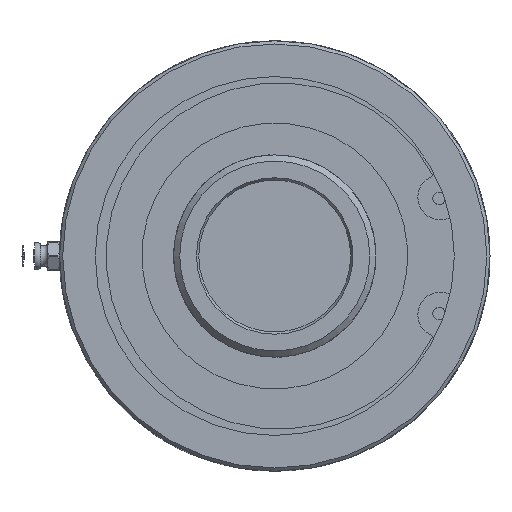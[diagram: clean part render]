
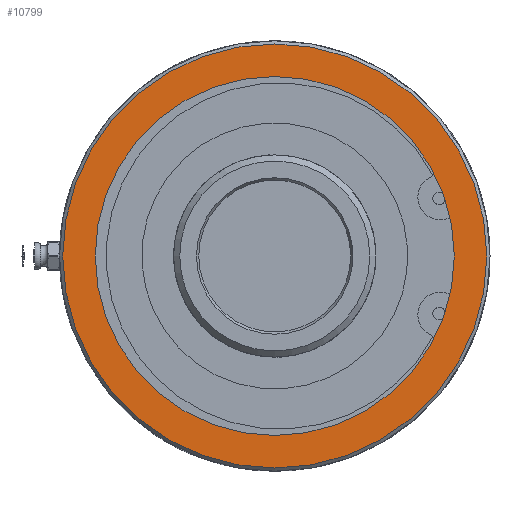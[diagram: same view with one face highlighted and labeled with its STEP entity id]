
A CAD part, left-side view. The second image highlights one B-rep face of the part: STEP entity #10799.
In plain terms, the highlighted planar face has unit normal (-1, 0, 0).
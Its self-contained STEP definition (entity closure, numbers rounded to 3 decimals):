
#556=PLANE('',#11597);
#615=FACE_BOUND('',#2354,.T.);
#1710=FACE_OUTER_BOUND('',#2353,.T.);
#2353=EDGE_LOOP('',(#9629));
#2354=EDGE_LOOP('',(#9630,#9631));
#2833=CIRCLE('',#11595,53.2);
#2834=CIRCLE('',#11598,45.035);
#2835=CIRCLE('',#11599,45.035);
#5000=VERTEX_POINT('',#29882);
#5001=VERTEX_POINT('',#29887);
#5002=VERTEX_POINT('',#29888);
#6565=EDGE_CURVE('',#5000,#5000,#2833,.T.);
#6566=EDGE_CURVE('',#5001,#5002,#2834,.T.);
#6567=EDGE_CURVE('',#5002,#5001,#2835,.T.);
#9629=ORIENTED_EDGE('',*,*,#6565,.F.);
#9630=ORIENTED_EDGE('',*,*,#6566,.T.);
#9631=ORIENTED_EDGE('',*,*,#6567,.T.);
#10799=ADVANCED_FACE('',(#1710,#615),#556,.F.);
#11595=AXIS2_PLACEMENT_3D('',#29884,#13636,#13637);
#11597=AXIS2_PLACEMENT_3D('',#29886,#13640,#13641);
#11598=AXIS2_PLACEMENT_3D('',#29889,#13642,#13643);
#11599=AXIS2_PLACEMENT_3D('',#29890,#13644,#13645);
#13636=DIRECTION('center_axis',(1.,0.,0.));
#13637=DIRECTION('ref_axis',(0.,-1.,0.));
#13640=DIRECTION('center_axis',(1.,0.,0.));
#13641=DIRECTION('ref_axis',(0.,0.,-1.));
#13642=DIRECTION('center_axis',(1.,0.,0.));
#13643=DIRECTION('ref_axis',(0.,1.,0.));
#13644=DIRECTION('center_axis',(1.,0.,0.));
#13645=DIRECTION('ref_axis',(0.,1.,0.));
#29882=CARTESIAN_POINT('',(2.,53.2,0.));
#29884=CARTESIAN_POINT('Origin',(2.,0.,0.));
#29886=CARTESIAN_POINT('Origin',(2.,27.,0.));
#29887=CARTESIAN_POINT('',(2.,45.035,0.));
#29888=CARTESIAN_POINT('',(2.,-45.035,0.));
#29889=CARTESIAN_POINT('Origin',(2.,0.,0.));
#29890=CARTESIAN_POINT('Origin',(2.,0.,0.));
